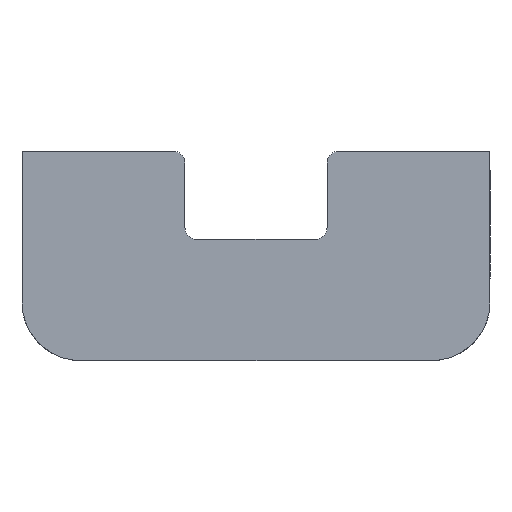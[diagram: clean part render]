
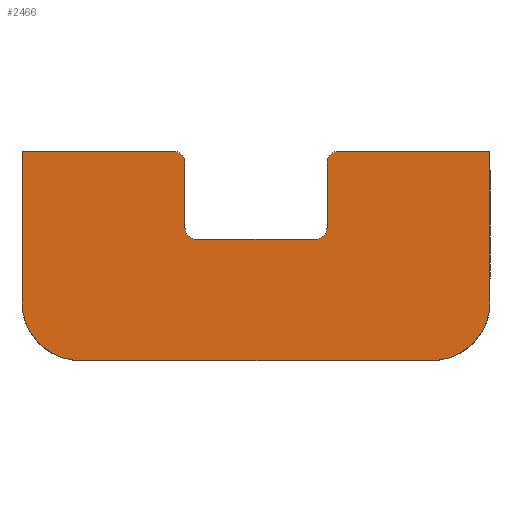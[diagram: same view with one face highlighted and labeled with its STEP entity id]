
A CAD part, top view. The second image highlights one B-rep face of the part: STEP entity #2466.
In plain terms, the highlighted planar face has unit normal (0, 0, 1).
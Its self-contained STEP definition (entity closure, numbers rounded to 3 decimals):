
#19 = AXIS2_PLACEMENT_3D ( 'NONE', #1967, #683, #1717 ) ;
#20 = DIRECTION ( 'NONE',  ( 0., 0., 1. ) ) ;
#66 = VECTOR ( 'NONE', #1342, 1000. ) ;
#67 = ORIENTED_EDGE ( 'NONE', *, *, #1711, .T. ) ;
#71 = AXIS2_PLACEMENT_3D ( 'NONE', #2225, #2637, #2593 ) ;
#88 = CARTESIAN_POINT ( 'NONE',  ( -12.1, 4.832, 3.175 ) ) ;
#93 = VERTEX_POINT ( 'NONE', #1798 ) ;
#98 = CARTESIAN_POINT ( 'NONE',  ( -10.1, 4.832, 3.175 ) ) ;
#108 = CIRCLE ( 'NONE', #331, 10. ) ;
#120 = AXIS2_PLACEMENT_3D ( 'NONE', #2041, #2259, #1466 ) ;
#172 = DIRECTION ( 'NONE',  ( 0., 0., 1. ) ) ;
#203 = VERTEX_POINT ( 'NONE', #629 ) ;
#301 = CARTESIAN_POINT ( 'NONE',  ( 12.1, 4.832, 3.175 ) ) ;
#331 = AXIS2_PLACEMENT_3D ( 'NONE', #1854, #20, #2272 ) ;
#335 = CARTESIAN_POINT ( 'NONE',  ( 12.1, 15.832, 3.175 ) ) ;
#354 = VERTEX_POINT ( 'NONE', #1118 ) ;
#359 = EDGE_CURVE ( 'NONE', #1000, #1720, #1646, .T. ) ;
#396 = EDGE_CURVE ( 'NONE', #1070, #93, #1683, .T. ) ;
#499 = CARTESIAN_POINT ( 'NONE',  ( 29.85, -17.832, 3.175 ) ) ;
#502 = AXIS2_PLACEMENT_3D ( 'NONE', #1560, #2091, #1578 ) ;
#536 = VERTEX_POINT ( 'NONE', #1275 ) ;
#559 = AXIS2_PLACEMENT_3D ( 'NONE', #98, #2151, #946 ) ;
#606 = CARTESIAN_POINT ( 'NONE',  ( -39.85, -7.832, 3.175 ) ) ;
#609 = EDGE_CURVE ( 'NONE', #1525, #1349, #108, .T. ) ;
#616 = LINE ( 'NONE', #2458, #933 ) ;
#626 = CARTESIAN_POINT ( 'NONE',  ( -12.1, 2.832, 3.175 ) ) ;
#629 = CARTESIAN_POINT ( 'NONE',  ( -39.85, 17.832, 3.175 ) ) ;
#648 = ORIENTED_EDGE ( 'NONE', *, *, #1555, .T. ) ;
#683 = DIRECTION ( 'NONE',  ( 0., 0., 1. ) ) ;
#733 = ORIENTED_EDGE ( 'NONE', *, *, #1673, .F. ) ;
#742 = VERTEX_POINT ( 'NONE', #301 ) ;
#770 = ORIENTED_EDGE ( 'NONE', *, *, #396, .T. ) ;
#807 = VECTOR ( 'NONE', #1095, 1000. ) ;
#822 = CARTESIAN_POINT ( 'NONE',  ( 10.1, 2.832, 3.175 ) ) ;
#839 = VECTOR ( 'NONE', #2055, 1000. ) ;
#844 = VECTOR ( 'NONE', #2663, 1000. ) ;
#848 = LINE ( 'NONE', #1637, #2293 ) ;
#858 = CARTESIAN_POINT ( 'NONE',  ( 0., 17.832, 3.175 ) ) ;
#916 = LINE ( 'NONE', #1745, #2337 ) ;
#928 = EDGE_CURVE ( 'NONE', #1070, #1440, #1448, .T. ) ;
#933 = VECTOR ( 'NONE', #1635, 1000. ) ;
#946 = DIRECTION ( 'NONE',  ( 1., 0., 0. ) ) ;
#964 = CARTESIAN_POINT ( 'NONE',  ( 14.1, 15.832, 3.175 ) ) ;
#1000 = VERTEX_POINT ( 'NONE', #499 ) ;
#1002 = EDGE_LOOP ( 'NONE', ( #1530, #770, #1543, #1185, #1909, #67, #2284, #2529, #733, #1607, #1588, #648, #1970, #1866 ) ) ;
#1051 = LINE ( 'NONE', #858, #844 ) ;
#1063 = VECTOR ( 'NONE', #2250, 1000. ) ;
#1068 = FACE_OUTER_BOUND ( 'NONE', #1002, .T. ) ;
#1070 = VERTEX_POINT ( 'NONE', #1964 ) ;
#1095 = DIRECTION ( 'NONE',  ( 0., 1., 0. ) ) ;
#1118 = CARTESIAN_POINT ( 'NONE',  ( -10.1, 2.832, 3.175 ) ) ;
#1119 = LINE ( 'NONE', #2334, #66 ) ;
#1127 = EDGE_CURVE ( 'NONE', #2326, #2556, #1859, .T. ) ;
#1177 = DIRECTION ( 'NONE',  ( 1., 0., 0. ) ) ;
#1185 = ORIENTED_EDGE ( 'NONE', *, *, #2037, .F. ) ;
#1263 = CARTESIAN_POINT ( 'NONE',  ( -12.1, 17.832, 3.175 ) ) ;
#1270 = CIRCLE ( 'NONE', #71, 2. ) ;
#1275 = CARTESIAN_POINT ( 'NONE',  ( 39.85, 17.832, 3.175 ) ) ;
#1296 = LINE ( 'NONE', #2519, #807 ) ;
#1324 = EDGE_CURVE ( 'NONE', #742, #2556, #1119, .T. ) ;
#1335 = EDGE_CURVE ( 'NONE', #203, #93, #916, .T. ) ;
#1342 = DIRECTION ( 'NONE',  ( 0., 1., 0. ) ) ;
#1349 = VERTEX_POINT ( 'NONE', #1950 ) ;
#1414 = LINE ( 'NONE', #626, #1063 ) ;
#1440 = VERTEX_POINT ( 'NONE', #88 ) ;
#1448 = LINE ( 'NONE', #1263, #839 ) ;
#1466 = DIRECTION ( 'NONE',  ( 1., 0., 0. ) ) ;
#1525 = VERTEX_POINT ( 'NONE', #606 ) ;
#1530 = ORIENTED_EDGE ( 'NONE', *, *, #928, .F. ) ;
#1543 = ORIENTED_EDGE ( 'NONE', *, *, #1335, .F. ) ;
#1555 = EDGE_CURVE ( 'NONE', #742, #1697, #1270, .T. ) ;
#1560 = CARTESIAN_POINT ( 'NONE',  ( 29.85, -7.832, 3.175 ) ) ;
#1578 = DIRECTION ( 'NONE',  ( 1., 0., 0. ) ) ;
#1588 = ORIENTED_EDGE ( 'NONE', *, *, #1324, .F. ) ;
#1607 = ORIENTED_EDGE ( 'NONE', *, *, #1127, .T. ) ;
#1630 = CARTESIAN_POINT ( 'NONE',  ( 14.1, 17.832, 3.175 ) ) ;
#1635 = DIRECTION ( 'NONE',  ( 0., 1., 0. ) ) ;
#1637 = CARTESIAN_POINT ( 'NONE',  ( 0., -17.832, 3.175 ) ) ;
#1646 = CIRCLE ( 'NONE', #502, 10. ) ;
#1673 = EDGE_CURVE ( 'NONE', #2326, #536, #1051, .T. ) ;
#1683 = CIRCLE ( 'NONE', #19, 2. ) ;
#1697 = VERTEX_POINT ( 'NONE', #822 ) ;
#1711 = EDGE_CURVE ( 'NONE', #1349, #1000, #848, .T. ) ;
#1717 = DIRECTION ( 'NONE',  ( 1., 0., 0. ) ) ;
#1720 = VERTEX_POINT ( 'NONE', #2077 ) ;
#1745 = CARTESIAN_POINT ( 'NONE',  ( 0., 17.832, 3.175 ) ) ;
#1798 = CARTESIAN_POINT ( 'NONE',  ( -14.1, 17.832, 3.175 ) ) ;
#1854 = CARTESIAN_POINT ( 'NONE',  ( -29.85, -7.832, 3.175 ) ) ;
#1859 = CIRCLE ( 'NONE', #2158, 2. ) ;
#1866 = ORIENTED_EDGE ( 'NONE', *, *, #2537, .T. ) ;
#1909 = ORIENTED_EDGE ( 'NONE', *, *, #609, .T. ) ;
#1950 = CARTESIAN_POINT ( 'NONE',  ( -29.85, -17.832, 3.175 ) ) ;
#1964 = CARTESIAN_POINT ( 'NONE',  ( -12.1, 15.832, 3.175 ) ) ;
#1967 = CARTESIAN_POINT ( 'NONE',  ( -14.1, 15.832, 3.175 ) ) ;
#1970 = ORIENTED_EDGE ( 'NONE', *, *, #2012, .F. ) ;
#2012 = EDGE_CURVE ( 'NONE', #354, #1697, #1414, .T. ) ;
#2036 = DIRECTION ( 'NONE',  ( 1., 0., 0. ) ) ;
#2037 = EDGE_CURVE ( 'NONE', #1525, #203, #616, .T. ) ;
#2041 = CARTESIAN_POINT ( 'NONE',  ( 0., 0., 3.175 ) ) ;
#2042 = EDGE_CURVE ( 'NONE', #1720, #536, #1296, .T. ) ;
#2055 = DIRECTION ( 'NONE',  ( 0., -1., 0. ) ) ;
#2077 = CARTESIAN_POINT ( 'NONE',  ( 39.85, -7.832, 3.175 ) ) ;
#2091 = DIRECTION ( 'NONE',  ( 0., 0., 1. ) ) ;
#2151 = DIRECTION ( 'NONE',  ( 0., 0., -1. ) ) ;
#2158 = AXIS2_PLACEMENT_3D ( 'NONE', #964, #172, #1177 ) ;
#2225 = CARTESIAN_POINT ( 'NONE',  ( 10.1, 4.832, 3.175 ) ) ;
#2250 = DIRECTION ( 'NONE',  ( 1., 0., 0. ) ) ;
#2259 = DIRECTION ( 'NONE',  ( 0., 0., 1. ) ) ;
#2272 = DIRECTION ( 'NONE',  ( 1., 0., 0. ) ) ;
#2284 = ORIENTED_EDGE ( 'NONE', *, *, #359, .T. ) ;
#2293 = VECTOR ( 'NONE', #2036, 1000. ) ;
#2326 = VERTEX_POINT ( 'NONE', #1630 ) ;
#2334 = CARTESIAN_POINT ( 'NONE',  ( 12.1, 17.832, 3.175 ) ) ;
#2337 = VECTOR ( 'NONE', #2526, 1000. ) ;
#2343 = CIRCLE ( 'NONE', #559, 2. ) ;
#2458 = CARTESIAN_POINT ( 'NONE',  ( -39.85, 0., 3.175 ) ) ;
#2466 = ADVANCED_FACE ( 'NONE', ( #1068 ), #2514, .T. ) ;
#2514 = PLANE ( 'NONE',  #120 ) ;
#2519 = CARTESIAN_POINT ( 'NONE',  ( 39.85, 0., 3.175 ) ) ;
#2526 = DIRECTION ( 'NONE',  ( 1., 0., 0. ) ) ;
#2529 = ORIENTED_EDGE ( 'NONE', *, *, #2042, .T. ) ;
#2537 = EDGE_CURVE ( 'NONE', #354, #1440, #2343, .T. ) ;
#2556 = VERTEX_POINT ( 'NONE', #335 ) ;
#2593 = DIRECTION ( 'NONE',  ( 1., 0., 0. ) ) ;
#2637 = DIRECTION ( 'NONE',  ( 0., 0., -1. ) ) ;
#2663 = DIRECTION ( 'NONE',  ( 1., 0., 0. ) ) ;
